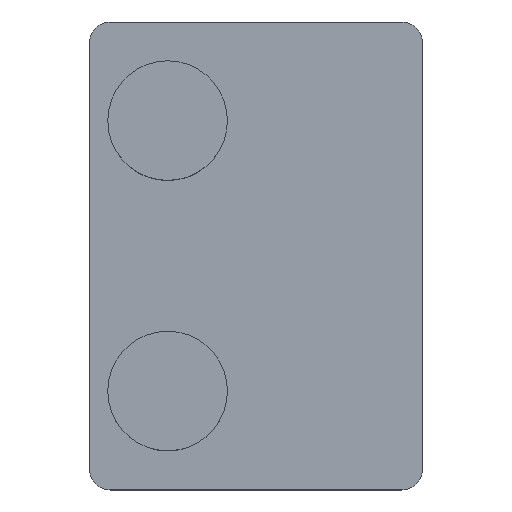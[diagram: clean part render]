
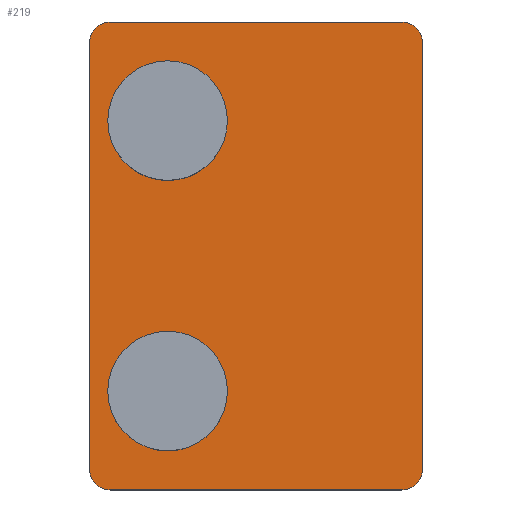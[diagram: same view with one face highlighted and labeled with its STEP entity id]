
A CAD part, top view. The second image highlights one B-rep face of the part: STEP entity #219.
In plain terms, the highlighted planar face has unit normal (0, 0, 1).
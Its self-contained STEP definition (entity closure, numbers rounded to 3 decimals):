
#219=ADVANCED_FACE('',(#261,#262,#263),#264,.T.);
#261=FACE_BOUND('',#309,.T.);
#262=FACE_BOUND('',#310,.T.);
#263=FACE_OUTER_BOUND('',#311,.T.);
#264=PLANE('',#312);
#309=EDGE_LOOP('',(#434));
#310=EDGE_LOOP('',(#435));
#311=EDGE_LOOP('',(#436,#437,#438,#439,#440,#441,#442,#443));
#312=AXIS2_PLACEMENT_3D('',#444,#445,#446);
#434=ORIENTED_EDGE('',*,*,#466,.F.);
#435=ORIENTED_EDGE('',*,*,#503,.F.);
#436=ORIENTED_EDGE('',*,*,#475,.T.);
#437=ORIENTED_EDGE('',*,*,#479,.T.);
#438=ORIENTED_EDGE('',*,*,#504,.T.);
#439=ORIENTED_EDGE('',*,*,#497,.T.);
#440=ORIENTED_EDGE('',*,*,#505,.T.);
#441=ORIENTED_EDGE('',*,*,#501,.T.);
#442=ORIENTED_EDGE('',*,*,#471,.T.);
#443=ORIENTED_EDGE('',*,*,#491,.T.);
#444=CARTESIAN_POINT('',(0.0,0.0,2.5));
#445=DIRECTION('',(0.0,0.0,1.0));
#446=DIRECTION('',(1.0,0.0,0.0));
#466=EDGE_CURVE('',#506,#506,#507,.T.);
#471=EDGE_CURVE('',#517,#515,#518,.T.);
#475=EDGE_CURVE('',#525,#523,#526,.T.);
#479=EDGE_CURVE('',#523,#530,#532,.T.);
#491=EDGE_CURVE('',#515,#525,#549,.T.);
#497=EDGE_CURVE('',#557,#558,#559,.T.);
#501=EDGE_CURVE('',#563,#517,#564,.T.);
#503=EDGE_CURVE('',#566,#566,#567,.T.);
#504=EDGE_CURVE('',#530,#557,#568,.T.);
#505=EDGE_CURVE('',#558,#563,#569,.T.);
#506=VERTEX_POINT('',#570);
#507=CIRCLE('',#571,5.75);
#515=VERTEX_POINT('',#580);
#517=VERTEX_POINT('',#583);
#518=LINE('',#584,#585);
#523=VERTEX_POINT('',#592);
#525=VERTEX_POINT('',#595);
#526=LINE('',#596,#597);
#530=VERTEX_POINT('',#602);
#532=CIRCLE('',#605,2.0);
#549=CIRCLE('',#625,2.0);
#557=VERTEX_POINT('',#636);
#558=VERTEX_POINT('',#637);
#559=CIRCLE('',#638,2.0);
#563=VERTEX_POINT('',#644);
#564=CIRCLE('',#645,2.0);
#566=VERTEX_POINT('',#648);
#567=CIRCLE('',#649,5.75);
#568=LINE('',#650,#651);
#569=LINE('',#652,#653);
#570=CARTESIAN_POINT('',(-2.75,13.0,2.5));
#571=AXIS2_PLACEMENT_3D('',#654,#655,#656);
#580=CARTESIAN_POINT('',(-16.0,-20.5,2.5));
#583=CARTESIAN_POINT('',(-16.0,20.5,2.5));
#584=CARTESIAN_POINT('',(-16.0,0.0,2.5));
#585=VECTOR('',#665,1.0);
#592=CARTESIAN_POINT('',(14.0,-22.5,2.5));
#595=CARTESIAN_POINT('',(-14.0,-22.5,2.5));
#596=CARTESIAN_POINT('',(0.0,-22.5,2.5));
#597=VECTOR('',#669,1.0);
#602=CARTESIAN_POINT('',(16.0,-20.5,2.5));
#605=AXIS2_PLACEMENT_3D('',#675,#676,#677);
#625=AXIS2_PLACEMENT_3D('',#705,#706,#707);
#636=CARTESIAN_POINT('',(16.0,20.5,2.5));
#637=CARTESIAN_POINT('',(14.0,22.5,2.5));
#638=AXIS2_PLACEMENT_3D('',#717,#718,#719);
#644=CARTESIAN_POINT('',(-14.0,22.5,2.5));
#645=AXIS2_PLACEMENT_3D('',#725,#726,#727);
#648=CARTESIAN_POINT('',(-2.75,-13.0,2.5));
#649=AXIS2_PLACEMENT_3D('',#729,#730,#731);
#650=CARTESIAN_POINT('',(16.0,0.0,2.5));
#651=VECTOR('',#732,1.0);
#652=CARTESIAN_POINT('',(0.0,22.5,2.5));
#653=VECTOR('',#733,1.0);
#654=CARTESIAN_POINT('',(-8.5,13.0,2.5));
#655=DIRECTION('',(0.0,0.0,1.0));
#656=DIRECTION('',(1.0,0.0,0.0));
#665=DIRECTION('',(0.,-1.0,0.0));
#669=DIRECTION('',(1.0,0.0,0.0));
#675=CARTESIAN_POINT('',(14.0,-20.5,2.5));
#676=DIRECTION('',(0.0,0.0,1.0));
#677=DIRECTION('',(1.0,0.0,0.0));
#705=CARTESIAN_POINT('',(-14.0,-20.5,2.5));
#706=DIRECTION('',(0.0,0.0,1.0));
#707=DIRECTION('',(1.0,0.0,0.0));
#717=CARTESIAN_POINT('',(14.0,20.5,2.5));
#718=DIRECTION('',(0.0,0.0,1.0));
#719=DIRECTION('',(1.0,0.0,0.0));
#725=CARTESIAN_POINT('',(-14.0,20.5,2.5));
#726=DIRECTION('',(0.0,0.0,1.0));
#727=DIRECTION('',(1.0,0.0,0.0));
#729=CARTESIAN_POINT('',(-8.5,-13.0,2.5));
#730=DIRECTION('',(0.0,0.0,1.0));
#731=DIRECTION('',(1.0,0.0,0.0));
#732=DIRECTION('',(0.,1.0,0.0));
#733=DIRECTION('',(-1.0,0.,0.0));
